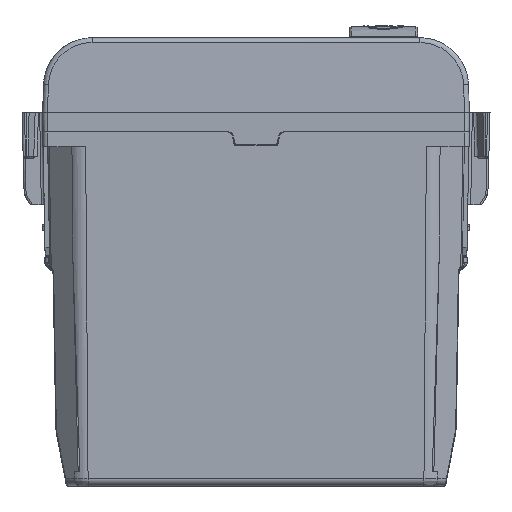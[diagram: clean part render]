
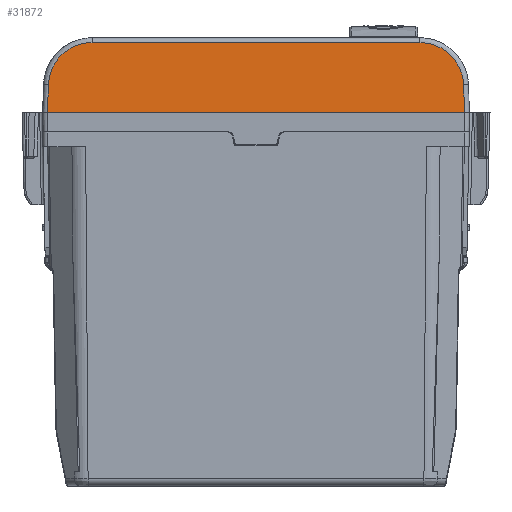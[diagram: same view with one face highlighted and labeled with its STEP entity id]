
A CAD part, left-side view. The second image highlights one B-rep face of the part: STEP entity #31872.
In plain terms, the highlighted planar face has unit normal (-0.999, 0, 0.035).
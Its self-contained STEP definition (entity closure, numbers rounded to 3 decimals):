
#31841=AXIS2_PLACEMENT_3D('Plane Axis2P3D',#31838,#31839,#31840) ;
#23535=CARTESIAN_POINT('Vertex',(-21.848,-16.903,7.717)) ;
#23539=CARTESIAN_POINT('Control Point',(-21.848,-16.903,7.717)) ;
#23540=CARTESIAN_POINT('Control Point',(-21.848,-17.487,7.717)) ;
#23541=CARTESIAN_POINT('Control Point',(-21.851,-18.072,7.622)) ;
#23542=CARTESIAN_POINT('Control Point',(-21.858,-18.636,7.433)) ;
#23543=CARTESIAN_POINT('Control Point',(-21.877,-19.683,6.876)) ;
#23544=CARTESIAN_POINT('Control Point',(-21.907,-20.5,6.017)) ;
#23545=CARTESIAN_POINT('Control Point',(-21.925,-20.834,5.523)) ;
#23546=CARTESIAN_POINT('Control Point',(-21.95,-21.172,4.789)) ;
#23547=CARTESIAN_POINT('Control Point',(-21.978,-21.34,4.008)) ;
#23548=CARTESIAN_POINT('Control Point',(-21.985,-21.373,3.798)) ;
#23549=CARTESIAN_POINT('Control Point',(-21.992,-21.393,3.586)) ;
#23550=CARTESIAN_POINT('Control Point',(-22.,-21.4,3.374)) ;
#23551=CARTESIAN_POINT('Vertex',(-22.,-21.4,3.374)) ;
#23588=CARTESIAN_POINT('Line Origine',(-22.05,-21.45,1.935)) ;
#23592=CARTESIAN_POINT('Vertex',(-22.1,-21.5,0.5)) ;
#23982=CARTESIAN_POINT('Vertex',(-21.848,16.903,7.717)) ;
#23985=CARTESIAN_POINT('Line Origine',(-21.848,0.,7.717)) ;
#31838=CARTESIAN_POINT('Axis2P3D Location',(-22.1,-11.,0.5)) ;
#31844=CARTESIAN_POINT('Control Point',(-22.,21.4,3.374)) ;
#31845=CARTESIAN_POINT('Control Point',(-21.951,21.352,4.756)) ;
#31846=CARTESIAN_POINT('Control Point',(-21.904,20.775,6.119)) ;
#31847=CARTESIAN_POINT('Control Point',(-21.866,19.669,7.188)) ;
#31848=CARTESIAN_POINT('Control Point',(-21.848,18.285,7.717)) ;
#31849=CARTESIAN_POINT('Control Point',(-21.848,16.903,7.717)) ;
#31850=CARTESIAN_POINT('Vertex',(-22.,21.4,3.374)) ;
#31854=CARTESIAN_POINT('Control Point',(-22.1,21.5,0.5)) ;
#31855=CARTESIAN_POINT('Control Point',(-22.,21.4,3.374)) ;
#31856=CARTESIAN_POINT('Vertex',(-22.1,21.5,0.5)) ;
#31859=CARTESIAN_POINT('Line Origine',(-22.1,0.,0.5)) ;
#23589=DIRECTION('Vector Direction',(0.035,0.035,0.999)) ;
#23986=DIRECTION('Vector Direction',(0.,-1.,0.)) ;
#31839=DIRECTION('Axis2P3D Direction',(0.999,0.,-0.035)) ;
#31840=DIRECTION('Axis2P3D XDirection',(0.,-1.,0.)) ;
#31860=DIRECTION('Vector Direction',(0.,-1.,0.)) ;
#23590=VECTOR('Line Direction',#23589,1.) ;
#23987=VECTOR('Line Direction',#23986,1.) ;
#31861=VECTOR('Line Direction',#31860,1.) ;
#31865=ORIENTED_EDGE('',*,*,#23594,.F.) ;
#31866=ORIENTED_EDGE('',*,*,#23553,.F.) ;
#31867=ORIENTED_EDGE('',*,*,#23989,.F.) ;
#31868=ORIENTED_EDGE('',*,*,#31852,.F.) ;
#31869=ORIENTED_EDGE('',*,*,#31858,.F.) ;
#31870=ORIENTED_EDGE('',*,*,#31863,.F.) ;
#31872=ADVANCED_FACE('PartBody',(#31871),#31842,.F.) ;
#23538=B_SPLINE_CURVE_WITH_KNOTS('',5,(#23539,#23540,#23541,#23542,#23543,#23544,#23545,#23546,#23547,#23548,#23549,#23550),.UNSPECIFIED.,.F.,.U.,(6,3,3,6),(15.973,20.343,24.722,26.308),.UNSPECIFIED.) ;
#31843=B_SPLINE_CURVE_WITH_KNOTS('',5,(#31844,#31845,#31846,#31847,#31848,#31849),.UNSPECIFIED.,.F.,.U.,(6,6),(8.71,19.045),.UNSPECIFIED.) ;
#31853=B_SPLINE_CURVE_WITH_KNOTS('',1,(#31854,#31855),.UNSPECIFIED.,.F.,.U.,(2,2),(-3.92,-1.042),.UNSPECIFIED.) ;
#23553=EDGE_CURVE('',#23536,#23552,#23538,.T.) ;
#23594=EDGE_CURVE('',#23552,#23593,#23591,.F.) ;
#23989=EDGE_CURVE('',#23983,#23536,#23988,.T.) ;
#31852=EDGE_CURVE('',#31851,#23983,#31843,.T.) ;
#31858=EDGE_CURVE('',#31857,#31851,#31853,.T.) ;
#31863=EDGE_CURVE('',#23593,#31857,#31862,.F.) ;
#31864=EDGE_LOOP('',(#31865,#31866,#31867,#31868,#31869,#31870)) ;
#31871=FACE_OUTER_BOUND('',#31864,.T.) ;
#23591=LINE('Line',#23588,#23590) ;
#23988=LINE('Line',#23985,#23987) ;
#31862=LINE('Line',#31859,#31861) ;
#31842=PLANE('',#31841) ;
#23536=VERTEX_POINT('',#23535) ;
#23552=VERTEX_POINT('',#23551) ;
#23593=VERTEX_POINT('',#23592) ;
#23983=VERTEX_POINT('',#23982) ;
#31851=VERTEX_POINT('',#31850) ;
#31857=VERTEX_POINT('',#31856) ;
